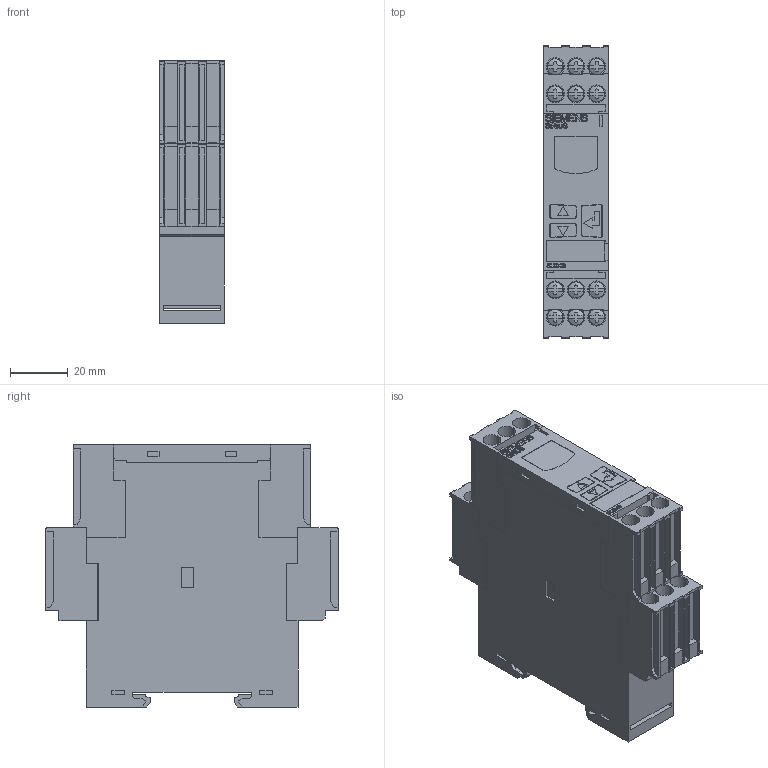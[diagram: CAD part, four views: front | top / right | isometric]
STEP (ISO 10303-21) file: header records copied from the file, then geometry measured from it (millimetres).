
FILE_DESCRIPTION(/* description */ (''),/* implementation_level */ '2;1');
FILE_NAME(/* name */ '3UG4_G_NSA0_XX_03529_S-AA_G_NSA0_XX_03529V_NX_RESULT.stp',/* time_stamp */ '2023-09-12T09:19:39+02:00',/* author */ (''),/* organization */ (''),/* preprocessor_version */ 'ST-DEVELOPER v18.102',/* originating_system */ 'SIEMENS PLM Software NX 2023',/* authorisation */ '');
FILE_SCHEMA (('AUTOMOTIVE_DESIGN { 1 0 10303 214 3 1 1 1 }'));
Length unit declared in the file: millimetre
Products named in the file (1): 3UG4_G_NSA0_XX_03529_S-AA_G_NSA0_XX_03529V_stp
Bounding box: 22.5 x 101.39 x 91 mm (x, y, z)
Volume: 162506.6 mm3; surface area: 38477.2 mm2
Topology: 3 solids, 3 shells, 1172 faces, 3235 edges, 2152 vertices
Faces by surface type: plane 724, cylinder 381, bspline 38, extrusion 29
Entity records: 51015 total; most frequent: CARTESIAN_POINT 13965, ORIENTED_EDGE 6470, DIRECTION 5212, EDGE_CURVE 3235, VECTOR 2184, LINE 2155, VERTEX_POINT 2152, AXIS2_PLACEMENT_3D 1514
